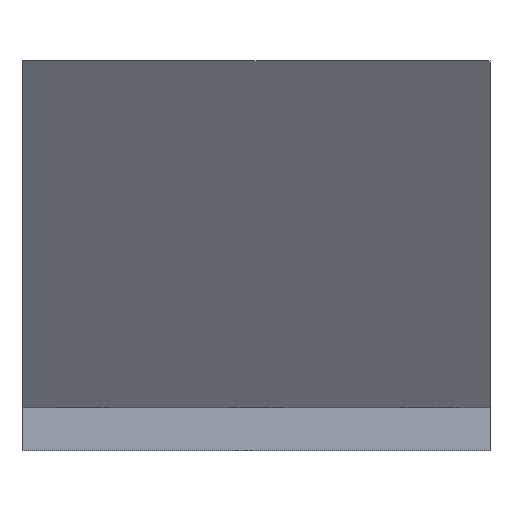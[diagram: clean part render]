
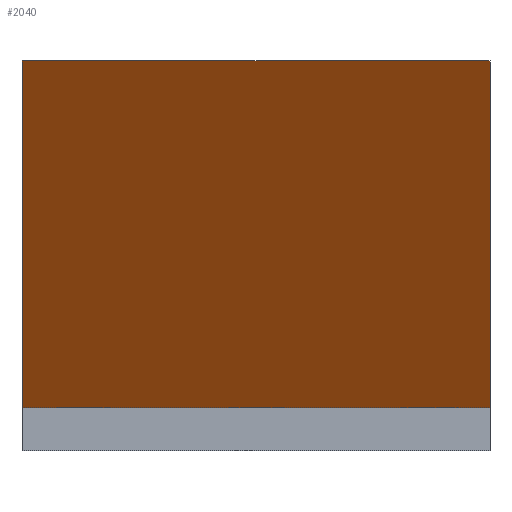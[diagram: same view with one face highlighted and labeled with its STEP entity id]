
A CAD part, front view. The second image highlights one B-rep face of the part: STEP entity #2040.
In plain terms, the highlighted planar face has unit normal (0, -0.817, -0.577).
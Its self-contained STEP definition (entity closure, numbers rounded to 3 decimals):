
#32 = PLANE('',#33);
#33 = AXIS2_PLACEMENT_3D('',#34,#35,#36);
#34 = CARTESIAN_POINT('',(-27.,0.,22.5));
#35 = DIRECTION('',(-1.,0.,0.));
#36 = DIRECTION('',(-0.,-1.,-0.));
#85 = VERTEX_POINT('',#86);
#86 = CARTESIAN_POINT('',(-27.,-37.305,5.));
#100 = PLANE('',#101);
#101 = AXIS2_PLACEMENT_3D('',#102,#103,#104);
#102 = CARTESIAN_POINT('',(0.,0.,5.));
#103 = DIRECTION('',(0.,0.,1.));
#104 = DIRECTION('',(1.,0.,-0.));
#112 = EDGE_CURVE('',#85,#113,#115,.T.);
#113 = VERTEX_POINT('',#114);
#114 = CARTESIAN_POINT('',(-27.,-65.549,45.));
#115 = SURFACE_CURVE('',#116,(#119,#125),.PCURVE_S1.);
#116 = B_SPLINE_CURVE_WITH_KNOTS('',1,(#117,#118),.UNSPECIFIED.,.F.,.F.,
  (2,2),(0.,1.),.PIECEWISE_BEZIER_KNOTS.);
#117 = CARTESIAN_POINT('',(-27.,-33.774,0.));
#118 = CARTESIAN_POINT('',(-27.,-65.549,45.));
#119 = PCURVE('',#32,#120);
#120 = DEFINITIONAL_REPRESENTATION('',(#121),#124);
#121 = B_SPLINE_CURVE_WITH_KNOTS('',1,(#122,#123),.UNSPECIFIED.,.F.,.F.,
  (2,2),(0.,1.),.PIECEWISE_BEZIER_KNOTS.);
#122 = CARTESIAN_POINT('',(33.774,-22.5));
#123 = CARTESIAN_POINT('',(65.549,22.5));
#124 = ( GEOMETRIC_REPRESENTATION_CONTEXT(2) 
PARAMETRIC_REPRESENTATION_CONTEXT() REPRESENTATION_CONTEXT('2D SPACE',''
  ) );
#125 = PCURVE('',#126,#131);
#126 = PLANE('',#127);
#127 = AXIS2_PLACEMENT_3D('',#128,#129,#130);
#128 = CARTESIAN_POINT('',(-27.,-65.549,45.));
#129 = DIRECTION('',(0.,-0.817,-0.577));
#130 = DIRECTION('',(1.,0.,0.));
#131 = DEFINITIONAL_REPRESENTATION('',(#132),#135);
#132 = B_SPLINE_CURVE_WITH_KNOTS('',1,(#133,#134),.UNSPECIFIED.,.F.,.F.,
  (2,2),(0.,1.),.PIECEWISE_BEZIER_KNOTS.);
#133 = CARTESIAN_POINT('',(0.,-55.087));
#134 = CARTESIAN_POINT('',(0.,0.));
#135 = ( GEOMETRIC_REPRESENTATION_CONTEXT(2) 
PARAMETRIC_REPRESENTATION_CONTEXT() REPRESENTATION_CONTEXT('2D SPACE',''
  ) );
#153 = PLANE('',#154);
#154 = AXIS2_PLACEMENT_3D('',#155,#156,#157);
#155 = CARTESIAN_POINT('',(-27.,-65.549,45.));
#156 = DIRECTION('',(0.,0.,-1.));
#157 = DIRECTION('',(0.381,0.925,0.));
#449 = PLANE('',#450);
#450 = AXIS2_PLACEMENT_3D('',#451,#452,#453);
#451 = CARTESIAN_POINT('',(27.,0.,22.5));
#452 = DIRECTION('',(1.,0.,0.));
#453 = DIRECTION('',(-0.,1.,0.));
#1444 = VERTEX_POINT('',#1445);
#1445 = CARTESIAN_POINT('',(27.,-37.305,5.));
#1466 = EDGE_CURVE('',#1444,#85,#1467,.T.);
#1467 = SURFACE_CURVE('',#1468,(#1472,#1478),.PCURVE_S1.);
#1468 = LINE('',#1469,#1470);
#1469 = CARTESIAN_POINT('',(-13.5,-37.305,5.));
#1470 = VECTOR('',#1471,1.);
#1471 = DIRECTION('',(-1.,-0.,0.));
#1472 = PCURVE('',#100,#1473);
#1473 = DEFINITIONAL_REPRESENTATION('',(#1474),#1477);
#1474 = B_SPLINE_CURVE_WITH_KNOTS('',1,(#1475,#1476),.UNSPECIFIED.,.F.,
  .F.,(2,2),(-40.5,13.5),.PIECEWISE_BEZIER_KNOTS.);
#1475 = CARTESIAN_POINT('',(27.,-37.305));
#1476 = CARTESIAN_POINT('',(-27.,-37.305));
#1477 = ( GEOMETRIC_REPRESENTATION_CONTEXT(2) 
PARAMETRIC_REPRESENTATION_CONTEXT() REPRESENTATION_CONTEXT('2D SPACE',''
  ) );
#1478 = PCURVE('',#126,#1479);
#1479 = DEFINITIONAL_REPRESENTATION('',(#1480),#1483);
#1480 = B_SPLINE_CURVE_WITH_KNOTS('',1,(#1481,#1482),.UNSPECIFIED.,.F.,
  .F.,(2,2),(-40.5,13.5),.PIECEWISE_BEZIER_KNOTS.);
#1481 = CARTESIAN_POINT('',(54.,-48.967));
#1482 = CARTESIAN_POINT('',(0.,-48.967));
#1483 = ( GEOMETRIC_REPRESENTATION_CONTEXT(2) 
PARAMETRIC_REPRESENTATION_CONTEXT() REPRESENTATION_CONTEXT('2D SPACE',''
  ) );
#2040 = ADVANCED_FACE('',(#2041),#126,.T.);
#2041 = FACE_BOUND('',#2042,.T.);
#2042 = EDGE_LOOP('',(#2043,#2044,#2045,#2065));
#2043 = ORIENTED_EDGE('',*,*,#112,.F.);
#2044 = ORIENTED_EDGE('',*,*,#1466,.F.);
#2045 = ORIENTED_EDGE('',*,*,#2046,.T.);
#2046 = EDGE_CURVE('',#1444,#2047,#2049,.T.);
#2047 = VERTEX_POINT('',#2048);
#2048 = CARTESIAN_POINT('',(27.,-65.549,45.));
#2049 = SURFACE_CURVE('',#2050,(#2053,#2059),.PCURVE_S1.);
#2050 = B_SPLINE_CURVE_WITH_KNOTS('',1,(#2051,#2052),.UNSPECIFIED.,.F.,
  .F.,(2,2),(0.,1.),.PIECEWISE_BEZIER_KNOTS.);
#2051 = CARTESIAN_POINT('',(27.,-33.774,0.));
#2052 = CARTESIAN_POINT('',(27.,-65.549,45.));
#2053 = PCURVE('',#126,#2054);
#2054 = DEFINITIONAL_REPRESENTATION('',(#2055),#2058);
#2055 = B_SPLINE_CURVE_WITH_KNOTS('',1,(#2056,#2057),.UNSPECIFIED.,.F.,
  .F.,(2,2),(0.,1.),.PIECEWISE_BEZIER_KNOTS.);
#2056 = CARTESIAN_POINT('',(54.,-55.087));
#2057 = CARTESIAN_POINT('',(54.,0.));
#2058 = ( GEOMETRIC_REPRESENTATION_CONTEXT(2) 
PARAMETRIC_REPRESENTATION_CONTEXT() REPRESENTATION_CONTEXT('2D SPACE',''
  ) );
#2059 = PCURVE('',#449,#2060);
#2060 = DEFINITIONAL_REPRESENTATION('',(#2061),#2064);
#2061 = B_SPLINE_CURVE_WITH_KNOTS('',1,(#2062,#2063),.UNSPECIFIED.,.F.,
  .F.,(2,2),(0.,1.),.PIECEWISE_BEZIER_KNOTS.);
#2062 = CARTESIAN_POINT('',(-33.774,-22.5));
#2063 = CARTESIAN_POINT('',(-65.549,22.5));
#2064 = ( GEOMETRIC_REPRESENTATION_CONTEXT(2) 
PARAMETRIC_REPRESENTATION_CONTEXT() REPRESENTATION_CONTEXT('2D SPACE',''
  ) );
#2065 = ORIENTED_EDGE('',*,*,#2066,.F.);
#2066 = EDGE_CURVE('',#113,#2047,#2067,.T.);
#2067 = SURFACE_CURVE('',#2068,(#2072,#2079),.PCURVE_S1.);
#2068 = LINE('',#2069,#2070);
#2069 = CARTESIAN_POINT('',(-27.,-65.549,45.));
#2070 = VECTOR('',#2071,1.);
#2071 = DIRECTION('',(1.,0.,0.));
#2072 = PCURVE('',#126,#2073);
#2073 = DEFINITIONAL_REPRESENTATION('',(#2074),#2078);
#2074 = LINE('',#2075,#2076);
#2075 = CARTESIAN_POINT('',(0.,0.));
#2076 = VECTOR('',#2077,1.);
#2077 = DIRECTION('',(1.,0.));
#2078 = ( GEOMETRIC_REPRESENTATION_CONTEXT(2) 
PARAMETRIC_REPRESENTATION_CONTEXT() REPRESENTATION_CONTEXT('2D SPACE',''
  ) );
#2079 = PCURVE('',#153,#2080);
#2080 = DEFINITIONAL_REPRESENTATION('',(#2081),#2085);
#2081 = LINE('',#2082,#2083);
#2082 = CARTESIAN_POINT('',(0.,0.));
#2083 = VECTOR('',#2084,1.);
#2084 = DIRECTION('',(0.381,0.925));
#2085 = ( GEOMETRIC_REPRESENTATION_CONTEXT(2) 
PARAMETRIC_REPRESENTATION_CONTEXT() REPRESENTATION_CONTEXT('2D SPACE',''
  ) );
